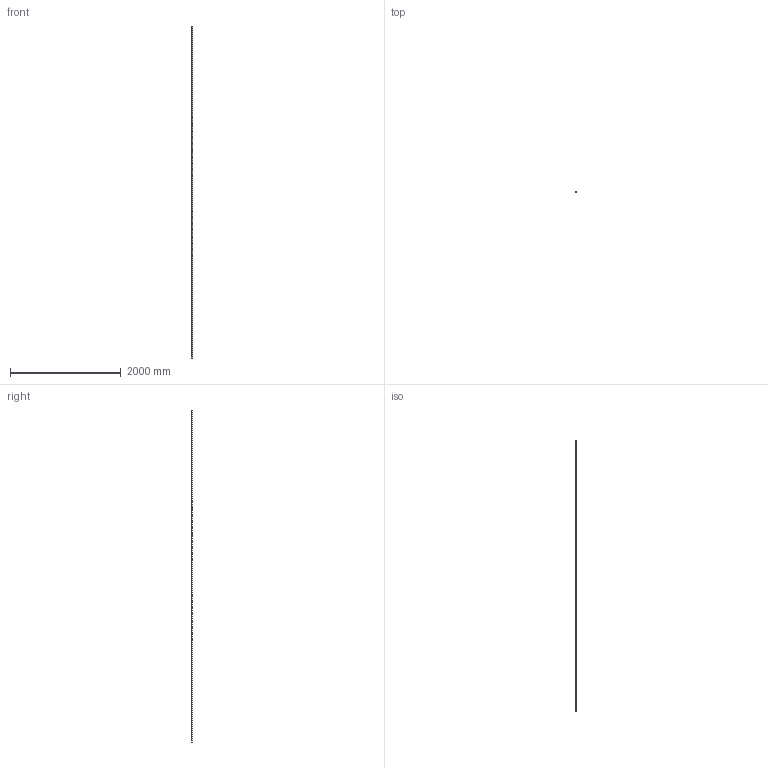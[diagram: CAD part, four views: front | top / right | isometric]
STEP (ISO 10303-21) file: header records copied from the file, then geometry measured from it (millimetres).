
FILE_DESCRIPTION (( 'STEP AP203' ), '1' );
FILE_NAME ('80537-ALU-6M.step', '2016-12-14T12:44:41', ( '' ), ( '' ), 'SwSTEP 2.0', 'SolidWorks 2015', '' );
FILE_SCHEMA (( 'CONFIG_CONTROL_DESIGN' ));
Length unit declared in the file: millimetre
Products named in the file (1): 80537-ALU-6M
Bounding box: 26 x 12 x 6000 mm (x, y, z)
Volume: 540410.8 mm3; surface area: 560745.2 mm2
Topology: 1 solids, 1 shells, 304 faces, 883 edges, 568 vertices
Faces by surface type: plane 172, bspline 126, cylinder 6
Entity records: 16560 total; most frequent: CARTESIAN_POINT 9394, ORIENTED_EDGE 1766, DIRECTION 969, EDGE_CURVE 883, LINE 587, VECTOR 587, VERTEX_POINT 568, EDGE_LOOP 315
